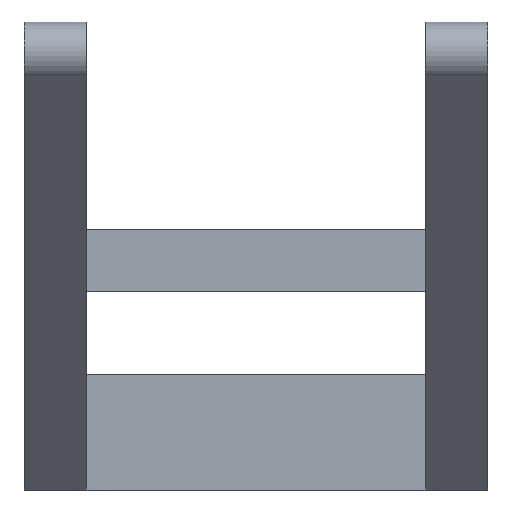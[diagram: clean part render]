
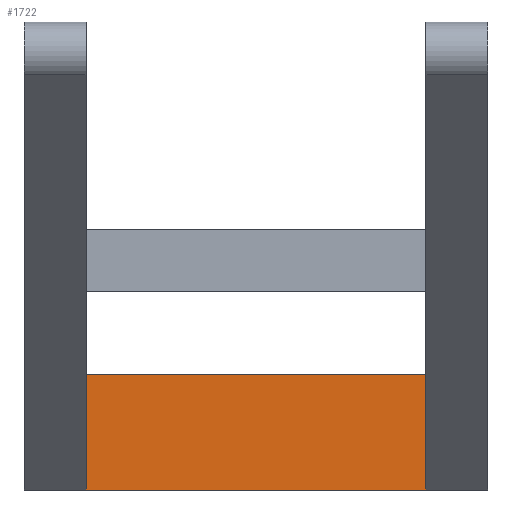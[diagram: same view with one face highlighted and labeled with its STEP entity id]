
A CAD part, front view. The second image highlights one B-rep face of the part: STEP entity #1722.
In plain terms, the highlighted planar face has unit normal (0, -1, 0).
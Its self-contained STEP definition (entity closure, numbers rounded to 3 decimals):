
#80 = ORIENTED_EDGE ( 'NONE', *, *, #440, .F. ) ;
#89 = PLANE ( 'NONE',  #661 ) ;
#184 = CARTESIAN_POINT ( 'NONE',  ( 55., 127.279, -141.421 ) ) ;
#214 = ORIENTED_EDGE ( 'NONE', *, *, #255, .T. ) ;
#232 = VERTEX_POINT ( 'NONE', #574 ) ;
#255 = EDGE_CURVE ( 'NONE', #356, #475, #734, .T. ) ;
#272 = CARTESIAN_POINT ( 'NONE',  ( 55., 127.279, -104.161 ) ) ;
#306 = FACE_OUTER_BOUND ( 'NONE', #1678, .T. ) ;
#339 = EDGE_CURVE ( 'NONE', #839, #232, #479, .T. ) ;
#356 = VERTEX_POINT ( 'NONE', #184 ) ;
#440 = EDGE_CURVE ( 'NONE', #232, #475, #1117, .T. ) ;
#475 = VERTEX_POINT ( 'NONE', #272 ) ;
#479 = LINE ( 'NONE', #1946, #1349 ) ;
#574 = CARTESIAN_POINT ( 'NONE',  ( -55., 127.279, -104.161 ) ) ;
#649 = EDGE_CURVE ( 'NONE', #356, #839, #1275, .T. ) ;
#661 = AXIS2_PLACEMENT_3D ( 'NONE', #770, #1593, #1916 ) ;
#734 = LINE ( 'NONE', #1556, #1417 ) ;
#753 = DIRECTION ( 'NONE',  ( 0., 0., 1. ) ) ;
#764 = DIRECTION ( 'NONE',  ( 0., 0., 1. ) ) ;
#770 = CARTESIAN_POINT ( 'NONE',  ( 55., 127.279, -141.421 ) ) ;
#803 = DIRECTION ( 'NONE',  ( -1., 0., 0. ) ) ;
#839 = VERTEX_POINT ( 'NONE', #1648 ) ;
#1091 = CARTESIAN_POINT ( 'NONE',  ( 55., 127.279, -141.421 ) ) ;
#1117 = LINE ( 'NONE', #1756, #1286 ) ;
#1275 = LINE ( 'NONE', #1091, #2004 ) ;
#1286 = VECTOR ( 'NONE', #1288, 1000. ) ;
#1288 = DIRECTION ( 'NONE',  ( 1., 0., 0. ) ) ;
#1293 = ORIENTED_EDGE ( 'NONE', *, *, #339, .F. ) ;
#1349 = VECTOR ( 'NONE', #764, 1000. ) ;
#1417 = VECTOR ( 'NONE', #753, 1000. ) ;
#1556 = CARTESIAN_POINT ( 'NONE',  ( 55., 127.279, -141.421 ) ) ;
#1563 = ORIENTED_EDGE ( 'NONE', *, *, #649, .F. ) ;
#1593 = DIRECTION ( 'NONE',  ( 0., 1., 0. ) ) ;
#1648 = CARTESIAN_POINT ( 'NONE',  ( -55., 127.279, -141.421 ) ) ;
#1678 = EDGE_LOOP ( 'NONE', ( #1293, #1563, #214, #80 ) ) ;
#1722 = ADVANCED_FACE ( 'NONE', ( #306 ), #89, .F. ) ;
#1756 = CARTESIAN_POINT ( 'NONE',  ( 75., 127.279, -104.161 ) ) ;
#1916 = DIRECTION ( 'NONE',  ( 0., 0., 1. ) ) ;
#1946 = CARTESIAN_POINT ( 'NONE',  ( -55., 127.279, -141.421 ) ) ;
#2004 = VECTOR ( 'NONE', #803, 1000. ) ;
